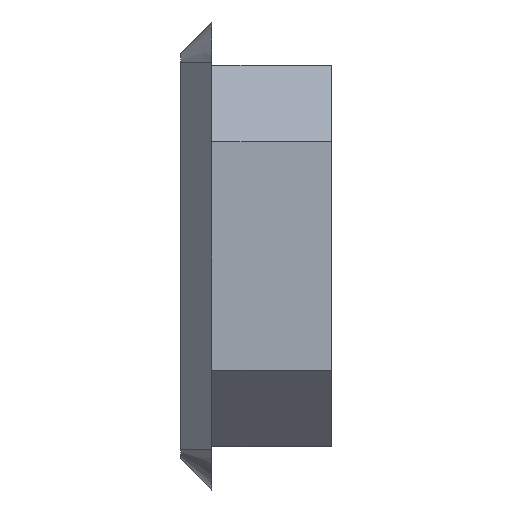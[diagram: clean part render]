
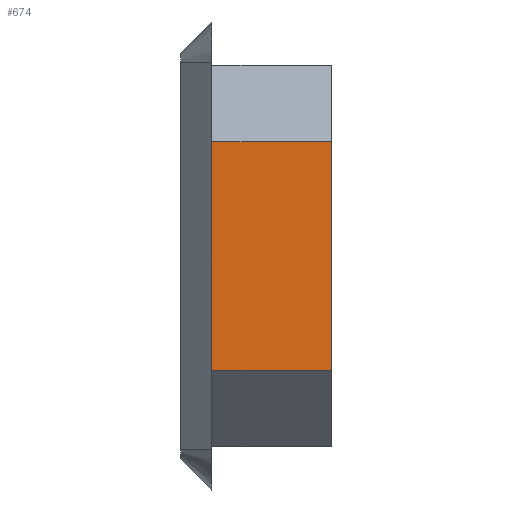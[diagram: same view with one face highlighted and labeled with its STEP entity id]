
A CAD part, left-side view. The second image highlights one B-rep face of the part: STEP entity #674.
In plain terms, the highlighted planar face has unit normal (-1, 0, 0).
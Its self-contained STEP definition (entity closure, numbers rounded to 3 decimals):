
#674=ADVANCED_FACE('',(#1371),#1372,.T.);
#1371=FACE_OUTER_BOUND('',#2125,.T.);
#1372=PLANE('',#2126);
#2125=EDGE_LOOP('',(#4006,#4007,#4008,#4009));
#2126=AXIS2_PLACEMENT_3D('',#4010,#4011,#4012);
#4006=ORIENTED_EDGE('',*,*,#5047,.T.);
#4007=ORIENTED_EDGE('',*,*,#5048,.F.);
#4008=ORIENTED_EDGE('',*,*,#5031,.F.);
#4009=ORIENTED_EDGE('',*,*,#5045,.T.);
#4010=CARTESIAN_POINT('',(8.5,23.5,46.0));
#4011=DIRECTION('',(-1.0,0.0,0.0));
#4012=DIRECTION('',(0.0,0.0,1.0));
#5031=EDGE_CURVE('',#6199,#6201,#6202,.T.);
#5045=EDGE_CURVE('',#6199,#6218,#6220,.T.);
#5047=EDGE_CURVE('',#6218,#6222,#6223,.T.);
#5048=EDGE_CURVE('',#6201,#6222,#6224,.T.);
#6199=VERTEX_POINT('',#7726);
#6201=VERTEX_POINT('',#7729);
#6202=LINE('',#7730,#7731);
#6218=VERTEX_POINT('',#7757);
#6220=LINE('',#7760,#7761);
#6222=VERTEX_POINT('',#7763);
#6223=LINE('',#7764,#7765);
#6224=LINE('',#7766,#7767);
#7726=CARTESIAN_POINT('',(8.5,23.5,23.5));
#7729=CARTESIAN_POINT('',(8.5,23.5,68.5));
#7730=CARTESIAN_POINT('',(8.5,23.5,46.0));
#7731=VECTOR('',#8770,1.0);
#7757=CARTESIAN_POINT('',(8.5,0.0,23.5));
#7760=CARTESIAN_POINT('',(8.5,23.5,23.5));
#7761=VECTOR('',#8782,1.0);
#7763=CARTESIAN_POINT('',(8.5,0.0,68.5));
#7764=CARTESIAN_POINT('',(8.5,0.0,23.5));
#7765=VECTOR('',#8783,1.0);
#7766=CARTESIAN_POINT('',(8.5,23.5,68.5));
#7767=VECTOR('',#8784,1.0);
#8770=DIRECTION('',(0.0,-0.0,1.0));
#8782=DIRECTION('',(0.0,-1.0,0.0));
#8783=DIRECTION('',(0.0,0.0,1.0));
#8784=DIRECTION('',(0.0,-1.0,0.0));
